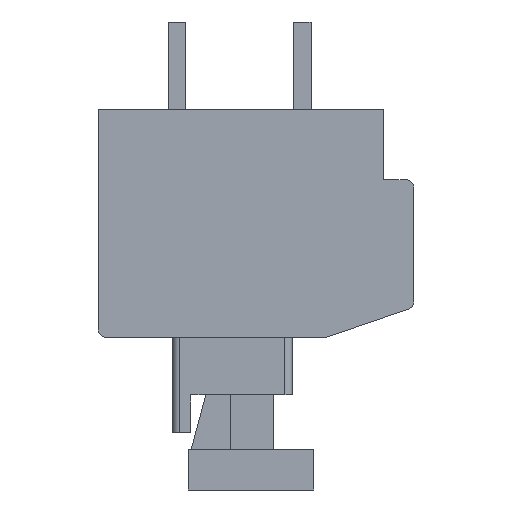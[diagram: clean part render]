
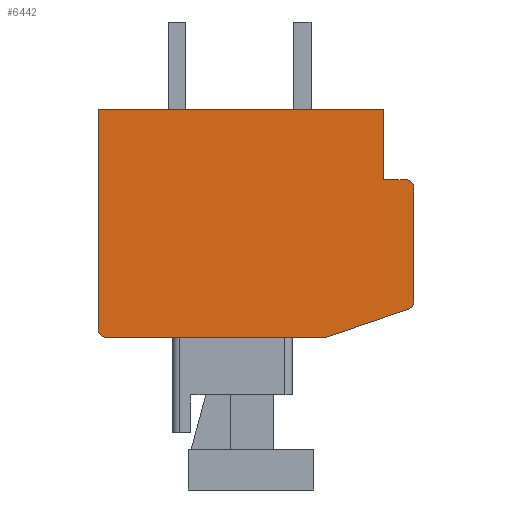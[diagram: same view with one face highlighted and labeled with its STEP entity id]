
A CAD part, front view. The second image highlights one B-rep face of the part: STEP entity #6442.
In plain terms, the highlighted planar face has unit normal (0, -1, 0).
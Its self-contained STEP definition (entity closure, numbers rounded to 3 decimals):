
#1=CARTESIAN_POINT('',(6.,-43.52,-3.136));
#2=DIRECTION('',(0.,-1.,0.));
#3=DIRECTION('',(0.324,0.,-0.946));
#4=AXIS2_PLACEMENT_3D('',#1,#2,#3);
#6=DIRECTION('',(-0.946,0.,-0.324));
#7=VECTOR('',#6,3.486);
#8=CARTESIAN_POINT('',(6.097,-43.52,-3.419));
#9=LINE('',#8,#7);
#10=DIRECTION('',(-1.,0.,0.));
#11=VECTOR('',#10,8.8);
#12=CARTESIAN_POINT('',(2.8,-43.52,-4.55));
#13=LINE('',#12,#11);
#14=CARTESIAN_POINT('',(-6.,-43.52,-4.25));
#15=DIRECTION('',(0.,-1.,0.));
#16=DIRECTION('',(-1.,0.,0.));
#17=AXIS2_PLACEMENT_3D('',#14,#15,#16);
#19=DIRECTION('',(0.,0.,1.));
#20=VECTOR('',#19,8.8);
#21=CARTESIAN_POINT('',(-6.3,-43.52,-4.25));
#22=LINE('',#21,#20);
#23=DIRECTION('',(1.,0.,0.));
#24=VECTOR('',#23,11.4);
#25=CARTESIAN_POINT('',(-6.3,-43.52,4.55));
#26=LINE('',#25,#24);
#27=DIRECTION('',(0.,0.,-1.));
#28=VECTOR('',#27,2.8);
#29=CARTESIAN_POINT('',(5.1,-43.52,4.55));
#30=LINE('',#29,#28);
#31=DIRECTION('',(1.,0.,0.));
#32=VECTOR('',#31,0.9);
#33=CARTESIAN_POINT('',(5.1,-43.52,1.75));
#34=LINE('',#33,#32);
#35=CARTESIAN_POINT('',(6.,-43.52,1.45));
#36=DIRECTION('',(0.,-1.,0.));
#37=DIRECTION('',(1.,0.,0.));
#38=AXIS2_PLACEMENT_3D('',#35,#36,#37);
#40=DIRECTION('',(0.,0.,-1.));
#41=VECTOR('',#40,4.586);
#42=CARTESIAN_POINT('',(6.3,-43.52,1.45));
#43=LINE('',#42,#41);
#4903=CARTESIAN_POINT('',(-6.3,-43.52,4.55));
#4904=CARTESIAN_POINT('',(5.1,-43.52,4.55));
#4905=VERTEX_POINT('',#4903);
#4906=VERTEX_POINT('',#4904);
#4907=CARTESIAN_POINT('',(5.1,-43.52,1.75));
#4908=VERTEX_POINT('',#4907);
#4909=CARTESIAN_POINT('',(6.097,-43.52,-3.419));
#4910=CARTESIAN_POINT('',(6.3,-43.52,-3.136));
#4911=VERTEX_POINT('',#4909);
#4912=VERTEX_POINT('',#4910);
#4913=CARTESIAN_POINT('',(6.3,-43.52,1.45));
#4914=CARTESIAN_POINT('',(6.,-43.52,1.75));
#4915=VERTEX_POINT('',#4913);
#4916=VERTEX_POINT('',#4914);
#4917=CARTESIAN_POINT('',(-6.3,-43.52,-4.25));
#4918=CARTESIAN_POINT('',(-6.,-43.52,-4.55));
#4919=VERTEX_POINT('',#4917);
#4920=VERTEX_POINT('',#4918);
#4921=CARTESIAN_POINT('',(2.8,-43.52,-4.55));
#4922=VERTEX_POINT('',#4921);
#6415=CARTESIAN_POINT('',(0.,-43.52,0.));
#6416=DIRECTION('',(0.,1.,0.));
#6417=DIRECTION('',(1.,0.,0.));
#6418=AXIS2_PLACEMENT_3D('',#6415,#6416,#6417);
#6419=PLANE('',#6418);
#6421=ORIENTED_EDGE('',*,*,#6420,.F.);
#6423=ORIENTED_EDGE('',*,*,#6422,.T.);
#6425=ORIENTED_EDGE('',*,*,#6424,.T.);
#6427=ORIENTED_EDGE('',*,*,#6426,.F.);
#6429=ORIENTED_EDGE('',*,*,#6428,.T.);
#6431=ORIENTED_EDGE('',*,*,#6430,.T.);
#6433=ORIENTED_EDGE('',*,*,#6432,.T.);
#6435=ORIENTED_EDGE('',*,*,#6434,.T.);
#6437=ORIENTED_EDGE('',*,*,#6436,.F.);
#6439=ORIENTED_EDGE('',*,*,#6438,.T.);
#6440=EDGE_LOOP('',(#6421,#6423,#6425,#6427,#6429,#6431,#6433,#6435,#6437,
#6439));
#6441=FACE_OUTER_BOUND('',#6440,.F.);
#6442=ADVANCED_FACE('',(#6441),#6419,.F.);
#5=CIRCLE('',#4,0.3);
#18=CIRCLE('',#17,0.3);
#39=CIRCLE('',#38,0.3);
#6420=EDGE_CURVE('',#4911,#4912,#5,.T.);
#6422=EDGE_CURVE('',#4911,#4922,#9,.T.);
#6424=EDGE_CURVE('',#4922,#4920,#13,.T.);
#6426=EDGE_CURVE('',#4919,#4920,#18,.T.);
#6428=EDGE_CURVE('',#4919,#4905,#22,.T.);
#6430=EDGE_CURVE('',#4905,#4906,#26,.T.);
#6432=EDGE_CURVE('',#4906,#4908,#30,.T.);
#6434=EDGE_CURVE('',#4908,#4916,#34,.T.);
#6436=EDGE_CURVE('',#4915,#4916,#39,.T.);
#6438=EDGE_CURVE('',#4915,#4912,#43,.T.);
